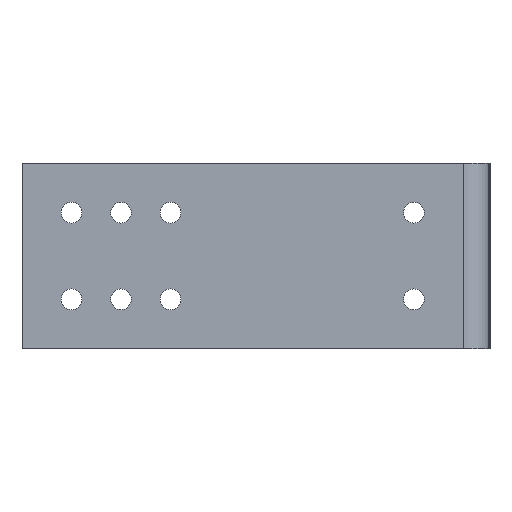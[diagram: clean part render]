
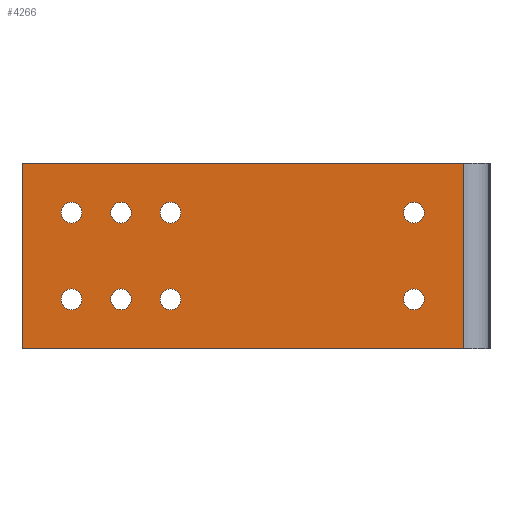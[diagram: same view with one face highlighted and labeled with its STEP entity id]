
A CAD part, front view. The second image highlights one B-rep face of the part: STEP entity #4266.
In plain terms, the highlighted planar face has unit normal (0, -1, 0).
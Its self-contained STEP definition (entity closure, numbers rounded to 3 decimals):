
#599=CIRCLE('',#41048,2.5);
#600=CIRCLE('',#41049,2.5);
#601=CIRCLE('',#41050,2.5);
#602=CIRCLE('',#41051,2.5);
#603=CIRCLE('',#41052,2.5);
#604=CIRCLE('',#41053,2.5);
#605=CIRCLE('',#41054,2.5);
#606=CIRCLE('',#41055,2.5);
#2457=FACE_BOUND('',#9944,.T.);
#2458=FACE_BOUND('',#9945,.T.);
#2459=FACE_BOUND('',#9946,.T.);
#2460=FACE_BOUND('',#9947,.T.);
#2461=FACE_BOUND('',#9948,.T.);
#2462=FACE_BOUND('',#9949,.T.);
#2463=FACE_BOUND('',#9950,.T.);
#2464=FACE_BOUND('',#9951,.T.);
#2465=FACE_BOUND('',#9952,.T.);
#4266=ADVANCED_FACE('',(#2457,#2458,#2459,#2460,#2461,#2462,#2463,#2464,
#2465),#5704,.T.);
#5704=PLANE('',#41056);
#9944=EDGE_LOOP('',(#20235));
#9945=EDGE_LOOP('',(#20236));
#9946=EDGE_LOOP('',(#20237));
#9947=EDGE_LOOP('',(#20238));
#9948=EDGE_LOOP('',(#20239));
#9949=EDGE_LOOP('',(#20240));
#9950=EDGE_LOOP('',(#20241));
#9951=EDGE_LOOP('',(#20242));
#9952=EDGE_LOOP('',(#20243,#20244,#20245,#20246));
#20235=ORIENTED_EDGE('',*,*,#29624,.T.);
#20236=ORIENTED_EDGE('',*,*,#29625,.T.);
#20237=ORIENTED_EDGE('',*,*,#29626,.T.);
#20238=ORIENTED_EDGE('',*,*,#29627,.T.);
#20239=ORIENTED_EDGE('',*,*,#29628,.T.);
#20240=ORIENTED_EDGE('',*,*,#29629,.T.);
#20241=ORIENTED_EDGE('',*,*,#29630,.T.);
#20242=ORIENTED_EDGE('',*,*,#29631,.T.);
#20243=ORIENTED_EDGE('',*,*,#29595,.T.);
#20244=ORIENTED_EDGE('',*,*,#29632,.T.);
#20245=ORIENTED_EDGE('',*,*,#29587,.T.);
#20246=ORIENTED_EDGE('',*,*,#29633,.T.);
#24319=VERTEX_POINT('',#64403);
#24320=VERTEX_POINT('',#64405);
#24325=VERTEX_POINT('',#64418);
#24326=VERTEX_POINT('',#64420);
#24349=VERTEX_POINT('',#64478);
#24350=VERTEX_POINT('',#64480);
#24351=VERTEX_POINT('',#64482);
#24352=VERTEX_POINT('',#64484);
#24353=VERTEX_POINT('',#64486);
#24354=VERTEX_POINT('',#64488);
#24355=VERTEX_POINT('',#64490);
#24356=VERTEX_POINT('',#64492);
#29587=EDGE_CURVE('',#24320,#24319,#34355,.T.);
#29595=EDGE_CURVE('',#24326,#24325,#34359,.T.);
#29624=EDGE_CURVE('',#24349,#24349,#599,.T.);
#29625=EDGE_CURVE('',#24350,#24350,#600,.T.);
#29626=EDGE_CURVE('',#24351,#24351,#601,.T.);
#29627=EDGE_CURVE('',#24352,#24352,#602,.T.);
#29628=EDGE_CURVE('',#24353,#24353,#603,.T.);
#29629=EDGE_CURVE('',#24354,#24354,#604,.T.);
#29630=EDGE_CURVE('',#24355,#24355,#605,.T.);
#29631=EDGE_CURVE('',#24356,#24356,#606,.T.);
#29632=EDGE_CURVE('',#24325,#24320,#34369,.T.);
#29633=EDGE_CURVE('',#24319,#24326,#34370,.T.);
#34355=LINE('',#64404,#39351);
#34359=LINE('',#64419,#39355);
#34369=LINE('',#64493,#39365);
#34370=LINE('',#64494,#39366);
#39351=VECTOR('',#48632,1.);
#39355=VECTOR('',#48646,1.);
#39365=VECTOR('',#48722,1.);
#39366=VECTOR('',#48723,1.);
#41048=AXIS2_PLACEMENT_3D('',#64477,#48706,#48707);
#41049=AXIS2_PLACEMENT_3D('',#64479,#48708,#48709);
#41050=AXIS2_PLACEMENT_3D('',#64481,#48710,#48711);
#41051=AXIS2_PLACEMENT_3D('',#64483,#48712,#48713);
#41052=AXIS2_PLACEMENT_3D('',#64485,#48714,#48715);
#41053=AXIS2_PLACEMENT_3D('',#64487,#48716,#48717);
#41054=AXIS2_PLACEMENT_3D('',#64489,#48718,#48719);
#41055=AXIS2_PLACEMENT_3D('',#64491,#48720,#48721);
#41056=AXIS2_PLACEMENT_3D('',#64495,#48724,#48725);
#48632=DIRECTION('',(-1.,0.,0.));
#48646=DIRECTION('',(1.,0.,0.));
#48706=DIRECTION('',(0.,1.,0.));
#48707=DIRECTION('',(-1.,0.,0.));
#48708=DIRECTION('',(0.,1.,0.));
#48709=DIRECTION('',(-1.,0.,0.));
#48710=DIRECTION('',(0.,1.,0.));
#48711=DIRECTION('',(-1.,0.,0.));
#48712=DIRECTION('',(0.,1.,0.));
#48713=DIRECTION('',(-1.,0.,0.));
#48714=DIRECTION('',(0.,1.,0.));
#48715=DIRECTION('',(-1.,0.,0.));
#48716=DIRECTION('',(0.,1.,0.));
#48717=DIRECTION('',(-1.,0.,0.));
#48718=DIRECTION('',(0.,1.,0.));
#48719=DIRECTION('',(-1.,0.,0.));
#48720=DIRECTION('',(0.,1.,0.));
#48721=DIRECTION('',(-1.,0.,0.));
#48722=DIRECTION('',(0.,0.,1.));
#48723=DIRECTION('',(0.,0.,-1.));
#48724=DIRECTION('',(0.,-1.,0.));
#48725=DIRECTION('',(1.,0.,0.));
#64403=CARTESIAN_POINT('',(-113.,0.,45.));
#64404=CARTESIAN_POINT('',(-2.866,0.,45.));
#64405=CARTESIAN_POINT('',(-6.,0.,45.));
#64418=CARTESIAN_POINT('',(-6.,0.,0.));
#64419=CARTESIAN_POINT('',(-113.,0.,0.));
#64420=CARTESIAN_POINT('',(-113.,0.,0.));
#64477=CARTESIAN_POINT('',(-18.,0.,33.));
#64478=CARTESIAN_POINT('',(-20.5,0.,33.));
#64479=CARTESIAN_POINT('',(-18.,0.,12.));
#64480=CARTESIAN_POINT('',(-20.5,0.,12.));
#64481=CARTESIAN_POINT('',(-77.,0.,33.));
#64482=CARTESIAN_POINT('',(-79.5,0.,33.));
#64483=CARTESIAN_POINT('',(-77.,0.,12.));
#64484=CARTESIAN_POINT('',(-79.5,0.,12.));
#64485=CARTESIAN_POINT('',(-89.,0.,33.));
#64486=CARTESIAN_POINT('',(-91.5,0.,33.));
#64487=CARTESIAN_POINT('',(-89.,0.,12.));
#64488=CARTESIAN_POINT('',(-91.5,0.,12.));
#64489=CARTESIAN_POINT('',(-101.,0.,33.));
#64490=CARTESIAN_POINT('',(-103.5,0.,33.));
#64491=CARTESIAN_POINT('',(-101.,0.,12.));
#64492=CARTESIAN_POINT('',(-103.5,0.,12.));
#64493=CARTESIAN_POINT('',(-6.,0.,0.));
#64494=CARTESIAN_POINT('',(-113.,0.,45.));
#64495=CARTESIAN_POINT('',(0.,0.,0.));
